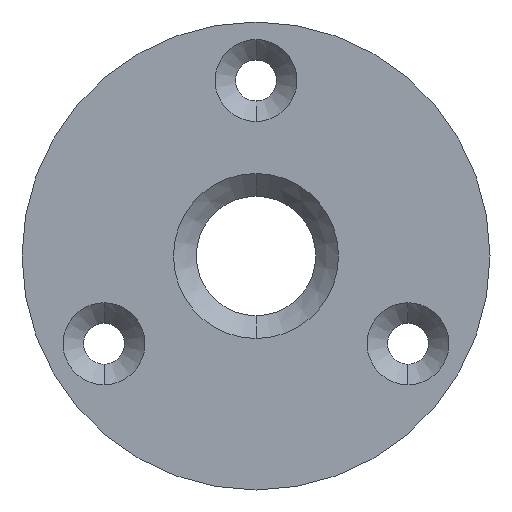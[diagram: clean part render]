
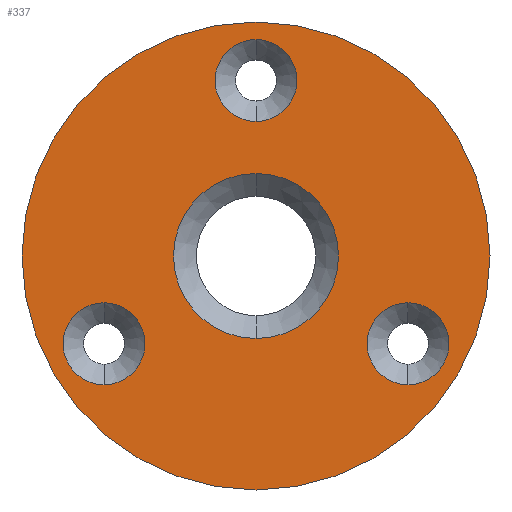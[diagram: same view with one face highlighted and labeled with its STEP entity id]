
A CAD part, front view. The second image highlights one B-rep face of the part: STEP entity #337.
In plain terms, the highlighted planar face has unit normal (0, -1, 0).
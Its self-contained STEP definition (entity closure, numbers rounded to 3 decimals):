
#42 = VERTEX_POINT ( 'NONE', #486 ) ;
#43 = VERTEX_POINT ( 'NONE', #554 ) ;
#59 = VERTEX_POINT ( 'NONE', #510 ) ;
#73 = VERTEX_POINT ( 'NONE', #512 ) ;
#77 = EDGE_CURVE ( 'NONE', #59, #192, #549, .T. ) ;
#84 = EDGE_CURVE ( 'NONE', #42, #85, #548, .T. ) ;
#85 = VERTEX_POINT ( 'NONE', #533 ) ;
#112 = VERTEX_POINT ( 'NONE', #567 ) ;
#114 = EDGE_CURVE ( 'NONE', #43, #137, #441, .T. ) ;
#137 = VERTEX_POINT ( 'NONE', #728 ) ;
#145 = EDGE_CURVE ( 'NONE', #73, #146, #703, .T. ) ;
#146 = VERTEX_POINT ( 'NONE', #732 ) ;
#168 = VERTEX_POINT ( 'NONE', #694 ) ;
#191 = EDGE_CURVE ( 'NONE', #168, #112, #853, .T. ) ;
#192 = VERTEX_POINT ( 'NONE', #829 ) ;
#224 = EDGE_CURVE ( 'NONE', #85, #42, #827, .T. ) ;
#250 = ORIENTED_EDGE ( 'NONE', *, *, #251, .F. ) ;
#251 = EDGE_CURVE ( 'NONE', #146, #73, #779, .T. ) ;
#279 = ORIENTED_EDGE ( 'NONE', *, *, #281, .F. ) ;
#280 = EDGE_CURVE ( 'NONE', #112, #168, #786, .T. ) ;
#281 = EDGE_CURVE ( 'NONE', #192, #59, #813, .T. ) ;
#318 = EDGE_CURVE ( 'NONE', #137, #43, #868, .T. ) ;
#319 = ORIENTED_EDGE ( 'NONE', *, *, #145, .F. ) ;
#325 = ORIENTED_EDGE ( 'NONE', *, *, #280, .F. ) ;
#337 = ADVANCED_FACE ( 'NONE', ( #896, #908, #907, #906, #905 ), #895, .F. ) ;
#348 = EDGE_LOOP ( 'NONE', ( #250, #319 ) ) ;
#349 = ORIENTED_EDGE ( 'NONE', *, *, #318, .F. ) ;
#365 = EDGE_LOOP ( 'NONE', ( #413, #417 ) ) ;
#371 = ORIENTED_EDGE ( 'NONE', *, *, #114, .F. ) ;
#373 = EDGE_LOOP ( 'NONE', ( #325, #418 ) ) ;
#384 = EDGE_LOOP ( 'NONE', ( #349, #371 ) ) ;
#413 = ORIENTED_EDGE ( 'NONE', *, *, #224, .F. ) ;
#416 = EDGE_LOOP ( 'NONE', ( #279, #430 ) ) ;
#417 = ORIENTED_EDGE ( 'NONE', *, *, #84, .F. ) ;
#418 = ORIENTED_EDGE ( 'NONE', *, *, #191, .F. ) ;
#430 = ORIENTED_EDGE ( 'NONE', *, *, #77, .F. ) ;
#438 = CARTESIAN_POINT ( 'NONE',  ( -12.99, 0., -7.5 ) ) ;
#439 = AXIS2_PLACEMENT_3D ( 'NONE', #438, #440, #447 ) ;
#440 = DIRECTION ( 'NONE',  ( 0., -1., 0. ) ) ;
#441 = CIRCLE ( 'NONE', #439, 3.5 ) ;
#447 = DIRECTION ( 'NONE',  ( 0., 0., -1. ) ) ;
#486 = CARTESIAN_POINT ( 'NONE',  ( 0., 0., 18.5 ) ) ;
#490 = DIRECTION ( 'NONE',  ( 0., 0., 1. ) ) ;
#491 = DIRECTION ( 'NONE',  ( 0., 1., 0. ) ) ;
#492 = CARTESIAN_POINT ( 'NONE',  ( 0., 0., 0. ) ) ;
#493 = AXIS2_PLACEMENT_3D ( 'NONE', #492, #491, #490 ) ;
#510 = CARTESIAN_POINT ( 'NONE',  ( 0., 0., 20. ) ) ;
#512 = CARTESIAN_POINT ( 'NONE',  ( 0., 0., 7.053 ) ) ;
#533 = CARTESIAN_POINT ( 'NONE',  ( 0., 0., 11.5 ) ) ;
#544 = DIRECTION ( 'NONE',  ( 0., 0., -1. ) ) ;
#545 = DIRECTION ( 'NONE',  ( 0., -1., 0. ) ) ;
#546 = CARTESIAN_POINT ( 'NONE',  ( 0., 0., 15. ) ) ;
#547 = AXIS2_PLACEMENT_3D ( 'NONE', #546, #545, #544 ) ;
#548 = CIRCLE ( 'NONE', #547, 3.5 ) ;
#549 = CIRCLE ( 'NONE', #493, 20. ) ;
#554 = CARTESIAN_POINT ( 'NONE',  ( -12.99, 0., -4. ) ) ;
#567 = CARTESIAN_POINT ( 'NONE',  ( 12.99, 0., -11. ) ) ;
#673 = DIRECTION ( 'NONE',  ( 0., 0., -1. ) ) ;
#674 = DIRECTION ( 'NONE',  ( 0., -1., 0. ) ) ;
#694 = CARTESIAN_POINT ( 'NONE',  ( 12.99, 0., -4. ) ) ;
#702 = AXIS2_PLACEMENT_3D ( 'NONE', #731, #674, #673 ) ;
#703 = CIRCLE ( 'NONE', #702, 7.053 ) ;
#728 = CARTESIAN_POINT ( 'NONE',  ( -12.99, 0., -11. ) ) ;
#731 = CARTESIAN_POINT ( 'NONE',  ( 0., 0., 0. ) ) ;
#732 = CARTESIAN_POINT ( 'NONE',  ( 0., 0., -7.053 ) ) ;
#778 = AXIS2_PLACEMENT_3D ( 'NONE', #847, #846, #845 ) ;
#779 = CIRCLE ( 'NONE', #778, 7.053 ) ;
#781 = DIRECTION ( 'NONE',  ( 0., 0., -1. ) ) ;
#782 = DIRECTION ( 'NONE',  ( 0., 0., -1. ) ) ;
#783 = DIRECTION ( 'NONE',  ( 0., -1., 0. ) ) ;
#784 = CARTESIAN_POINT ( 'NONE',  ( 12.99, 0., -7.5 ) ) ;
#785 = AXIS2_PLACEMENT_3D ( 'NONE', #784, #783, #782 ) ;
#786 = CIRCLE ( 'NONE', #785, 3.5 ) ;
#791 = CARTESIAN_POINT ( 'NONE',  ( 0., 0., 15. ) ) ;
#809 = DIRECTION ( 'NONE',  ( 0., 0., 1. ) ) ;
#810 = DIRECTION ( 'NONE',  ( 0., 1., 0. ) ) ;
#811 = CARTESIAN_POINT ( 'NONE',  ( 0., 0., 0. ) ) ;
#812 = AXIS2_PLACEMENT_3D ( 'NONE', #811, #810, #809 ) ;
#813 = CIRCLE ( 'NONE', #812, 20. ) ;
#817 = CARTESIAN_POINT ( 'NONE',  ( 12.99, 0., -7.5 ) ) ;
#824 = DIRECTION ( 'NONE',  ( 0., 0., -1. ) ) ;
#825 = DIRECTION ( 'NONE',  ( 0., -1., 0. ) ) ;
#826 = AXIS2_PLACEMENT_3D ( 'NONE', #791, #825, #824 ) ;
#827 = CIRCLE ( 'NONE', #826, 3.5 ) ;
#829 = CARTESIAN_POINT ( 'NONE',  ( 0., 0., -20. ) ) ;
#834 = DIRECTION ( 'NONE',  ( 0., -1., 0. ) ) ;
#845 = DIRECTION ( 'NONE',  ( 0., 0., -1. ) ) ;
#846 = DIRECTION ( 'NONE',  ( 0., -1., 0. ) ) ;
#847 = CARTESIAN_POINT ( 'NONE',  ( 0., 0., 0. ) ) ;
#848 = AXIS2_PLACEMENT_3D ( 'NONE', #817, #834, #781 ) ;
#853 = CIRCLE ( 'NONE', #848, 3.5 ) ;
#865 = DIRECTION ( 'NONE',  ( 0., 0., -1. ) ) ;
#866 = DIRECTION ( 'NONE',  ( 0., -1., 0. ) ) ;
#867 = AXIS2_PLACEMENT_3D ( 'NONE', #874, #866, #865 ) ;
#868 = CIRCLE ( 'NONE', #867, 3.5 ) ;
#874 = CARTESIAN_POINT ( 'NONE',  ( -12.99, 0., -7.5 ) ) ;
#895 = PLANE ( 'NONE',  #912 ) ;
#896 = FACE_BOUND ( 'NONE', #384, .T. ) ;
#905 = FACE_OUTER_BOUND ( 'NONE', #416, .T. ) ;
#906 = FACE_BOUND ( 'NONE', #348, .T. ) ;
#907 = FACE_BOUND ( 'NONE', #365, .T. ) ;
#908 = FACE_BOUND ( 'NONE', #373, .T. ) ;
#909 = DIRECTION ( 'NONE',  ( 0., 0., 1. ) ) ;
#910 = DIRECTION ( 'NONE',  ( 0., 1., 0. ) ) ;
#911 = CARTESIAN_POINT ( 'NONE',  ( 0., 0., 0. ) ) ;
#912 = AXIS2_PLACEMENT_3D ( 'NONE', #911, #910, #909 ) ;
